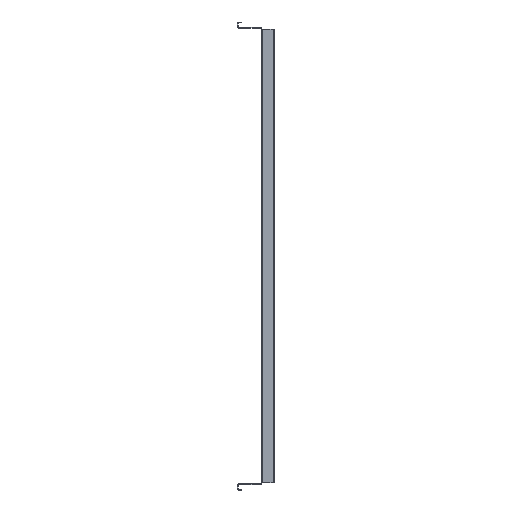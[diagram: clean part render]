
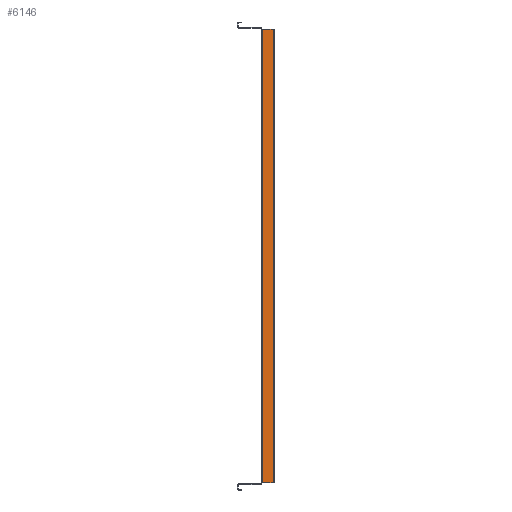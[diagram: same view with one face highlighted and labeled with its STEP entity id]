
A CAD part, left-side view. The second image highlights one B-rep face of the part: STEP entity #6146.
In plain terms, the highlighted planar face has unit normal (-1, 0, 0).
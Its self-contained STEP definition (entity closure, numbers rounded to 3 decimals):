
#603 = EDGE_CURVE ( 'NONE', #38813, #33497, #31064, .T. ) ;
#1587 = ORIENTED_EDGE ( 'NONE', *, *, #35313, .T. ) ;
#3455 = CARTESIAN_POINT ( 'NONE',  ( -430., 0., -543. ) ) ;
#3802 = DIRECTION ( 'NONE',  ( -1., 0., 0. ) ) ;
#3818 = EDGE_LOOP ( 'NONE', ( #32577, #33642, #1587, #6150 ) ) ;
#6146 = ADVANCED_FACE ( 'NONE', ( #28535 ), #27936, .T. ) ;
#6150 = ORIENTED_EDGE ( 'NONE', *, *, #603, .T. ) ;
#6415 = CARTESIAN_POINT ( 'NONE',  ( -430., -4., 543. ) ) ;
#9170 = DIRECTION ( 'NONE',  ( 0., 1., 0. ) ) ;
#9556 = VECTOR ( 'NONE', #36576, 1000. ) ;
#15304 = DIRECTION ( 'NONE',  ( 0., -1., 0. ) ) ;
#15477 = VERTEX_POINT ( 'NONE', #31149 ) ;
#15504 = LINE ( 'NONE', #3455, #27024 ) ;
#16304 = CARTESIAN_POINT ( 'NONE',  ( -430., -29., -543. ) ) ;
#20535 = VECTOR ( 'NONE', #9170, 1000. ) ;
#21848 = CARTESIAN_POINT ( 'NONE',  ( -430., 0., 543. ) ) ;
#22013 = DIRECTION ( 'NONE',  ( 0., -1., 0. ) ) ;
#22702 = EDGE_CURVE ( 'NONE', #33497, #24057, #15504, .T. ) ;
#22778 = VECTOR ( 'NONE', #34326, 1000. ) ;
#24057 = VERTEX_POINT ( 'NONE', #16304 ) ;
#25096 = LINE ( 'NONE', #21848, #20535 ) ;
#25196 = EDGE_CURVE ( 'NONE', #24057, #15477, #39837, .T. ) ;
#27024 = VECTOR ( 'NONE', #15304, 1000. ) ;
#27936 = PLANE ( 'NONE',  #32254 ) ;
#28535 = FACE_OUTER_BOUND ( 'NONE', #3818, .T. ) ;
#31064 = LINE ( 'NONE', #34524, #22778 ) ;
#31149 = CARTESIAN_POINT ( 'NONE',  ( -430., -29., 543. ) ) ;
#31200 = CARTESIAN_POINT ( 'NONE',  ( -430., 0., 0. ) ) ;
#32254 = AXIS2_PLACEMENT_3D ( 'NONE', #31200, #3802, #22013 ) ;
#32577 = ORIENTED_EDGE ( 'NONE', *, *, #22702, .T. ) ;
#33497 = VERTEX_POINT ( 'NONE', #39754 ) ;
#33642 = ORIENTED_EDGE ( 'NONE', *, *, #25196, .T. ) ;
#34326 = DIRECTION ( 'NONE',  ( 0., 0., -1. ) ) ;
#34524 = CARTESIAN_POINT ( 'NONE',  ( -430., -4., 0. ) ) ;
#35313 = EDGE_CURVE ( 'NONE', #15477, #38813, #25096, .T. ) ;
#36576 = DIRECTION ( 'NONE',  ( 0., 0., 1. ) ) ;
#36983 = CARTESIAN_POINT ( 'NONE',  ( -430., -29., -543. ) ) ;
#38813 = VERTEX_POINT ( 'NONE', #6415 ) ;
#39754 = CARTESIAN_POINT ( 'NONE',  ( -430., -4., -543. ) ) ;
#39837 = LINE ( 'NONE', #36983, #9556 ) ;
